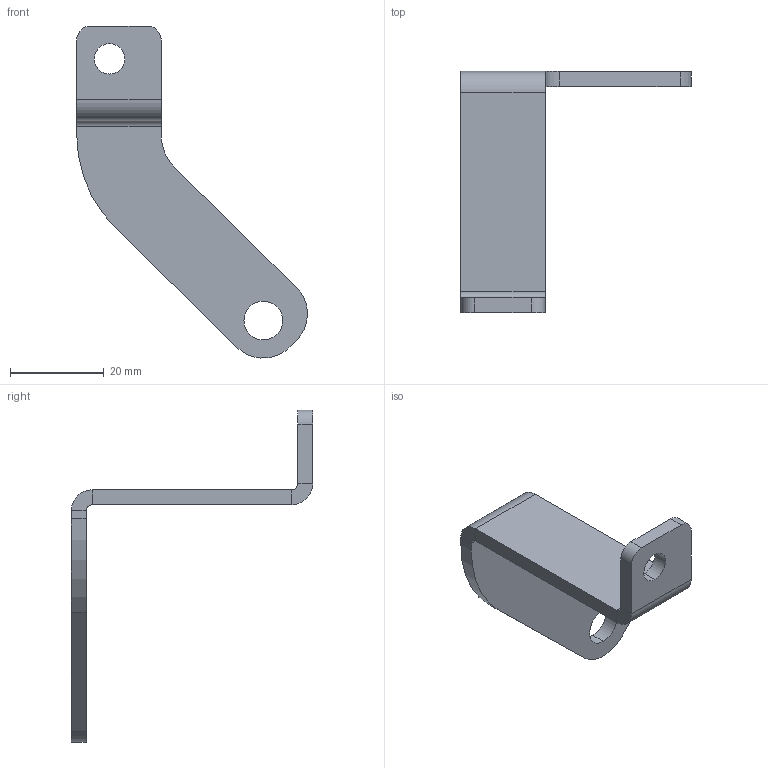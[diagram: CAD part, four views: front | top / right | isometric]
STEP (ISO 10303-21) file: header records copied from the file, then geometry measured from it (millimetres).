
FILE_DESCRIPTION (( 'STEP AP214' ), '1' );
FILE_NAME ('DC+_Busbar_Inverter_NFR25.STEP', '2025-02-07T18:33:50', ( '' ), ( '' ), 'SwSTEP 2.0', 'SolidWorks 2024', '' );
FILE_SCHEMA (( 'AUTOMOTIVE_DESIGN' ));
Length unit declared in the file: millimetre
Products named in the file (1): DC+_Busbar_Inverter_NFR25
Bounding box: 49.13 x 51.41 x 70.73 mm (x, y, z)
Volume: 6950.2 mm3; surface area: 5423.4 mm2
Topology: 1 solids, 1 shells, 34 faces, 80 edges, 48 vertices
Faces by surface type: plane 20, cylinder 14
Entity records: 995 total; most frequent: DIRECTION 178, CARTESIAN_POINT 163, ORIENTED_EDGE 160, EDGE_CURVE 80, AXIS2_PLACEMENT_3D 63, VECTOR 52, LINE 52, VERTEX_POINT 48
